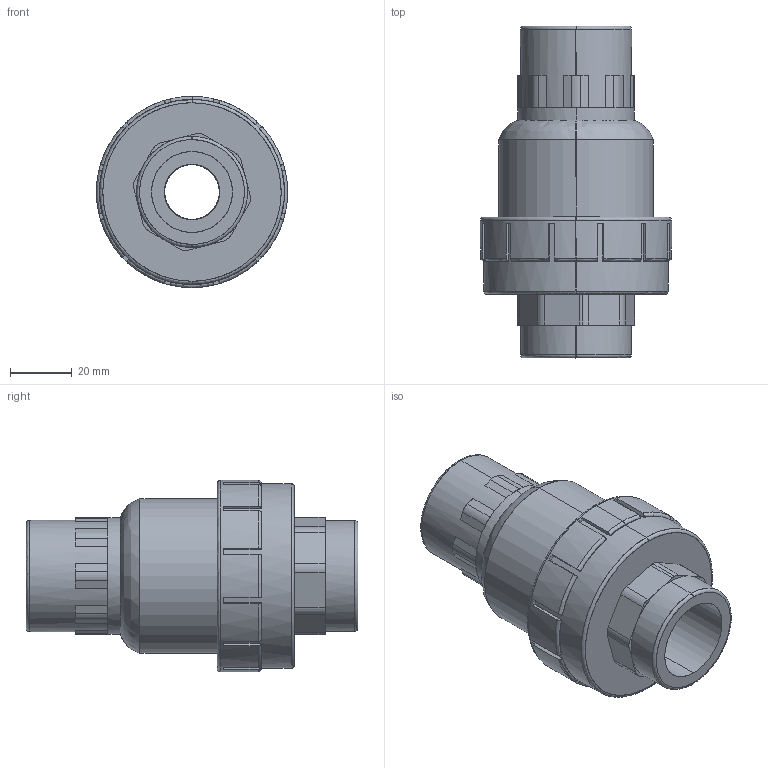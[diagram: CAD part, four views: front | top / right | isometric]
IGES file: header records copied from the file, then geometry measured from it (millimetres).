
Start section: SolidWorks IGES file using analytic representation for surfaces
Global section: file name: VP460TS_20A.IGS; native system: SolidWorks 2017; preprocessor: SolidWorks 2017; author: D1712-001!; date: 200519.163314; units: millimetre
Bounding box: 62 x 107.5 x 62 mm (x, y, z)
Surface area: 31022.8 mm2 (no closed solid volume)
Topology: 0 solids, 0 shells, 200 faces, 2345 edges, 2345 vertices
Faces by surface type: bspline 120, revolution 80
